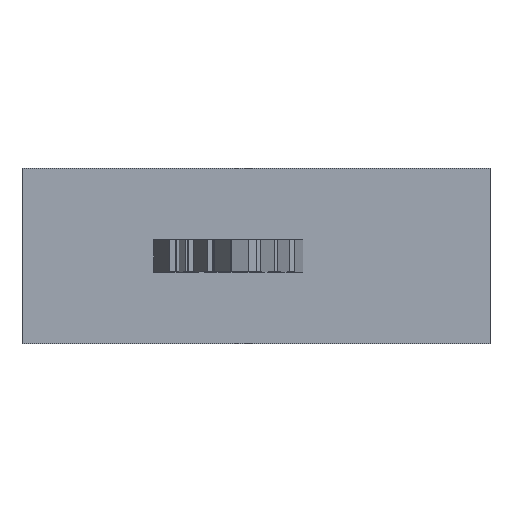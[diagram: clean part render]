
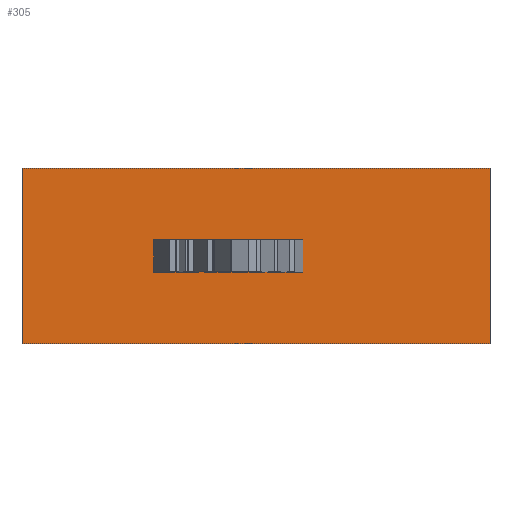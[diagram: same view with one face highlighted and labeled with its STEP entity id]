
A CAD part, top view. The second image highlights one B-rep face of the part: STEP entity #305.
In plain terms, the highlighted planar face has unit normal (0, 0, 1).
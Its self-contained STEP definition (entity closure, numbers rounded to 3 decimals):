
#133=FACE_OUTER_BOUND('',#145,.T.);
#145=EDGE_LOOP('',(#257,#258,#259,#260));
#153=LINE('',#469,#177);
#157=LINE('',#477,#181);
#160=LINE('',#483,#184);
#163=LINE('',#488,#187);
#177=VECTOR('',#361,300.);
#181=VECTOR('',#367,800.);
#184=VECTOR('',#372,300.);
#187=VECTOR('',#377,800.);
#201=VERTEX_POINT('',#467);
#202=VERTEX_POINT('',#468);
#205=VERTEX_POINT('',#476);
#207=VERTEX_POINT('',#482);
#217=EDGE_CURVE('',#201,#202,#153,.T.);
#221=EDGE_CURVE('',#202,#205,#157,.T.);
#224=EDGE_CURVE('',#205,#207,#160,.T.);
#227=EDGE_CURVE('',#207,#201,#163,.T.);
#257=ORIENTED_EDGE('',*,*,#227,.T.);
#258=ORIENTED_EDGE('',*,*,#217,.T.);
#259=ORIENTED_EDGE('',*,*,#221,.T.);
#260=ORIENTED_EDGE('',*,*,#224,.T.);
#293=PLANE('',#320);
#305=ADVANCED_FACE('',(#133),#293,.T.);
#320=AXIS2_PLACEMENT_3D('',#490,#379,#380);
#361=DIRECTION('',(0.,1.,0.));
#367=DIRECTION('',(-1.,0.,0.));
#372=DIRECTION('',(0.,-1.,0.));
#377=DIRECTION('',(1.,0.,0.));
#379=DIRECTION('center_axis',(0.,0.,1.));
#380=DIRECTION('ref_axis',(1.,0.,0.));
#467=CARTESIAN_POINT('',(400.,-150.,0.));
#468=CARTESIAN_POINT('',(400.,150.,0.));
#469=CARTESIAN_POINT('',(400.,-150.,0.));
#476=CARTESIAN_POINT('',(-400.,150.,0.));
#477=CARTESIAN_POINT('',(400.,150.,0.));
#482=CARTESIAN_POINT('',(-400.,-150.,0.));
#483=CARTESIAN_POINT('',(-400.,150.,0.));
#488=CARTESIAN_POINT('',(-400.,-150.,0.));
#490=CARTESIAN_POINT('Origin',(0.,0.,0.));
